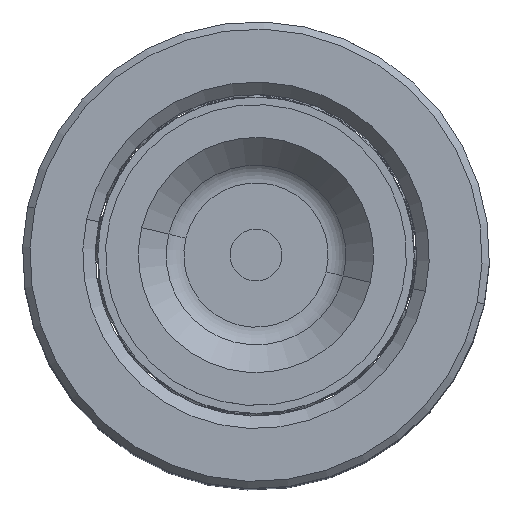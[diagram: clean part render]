
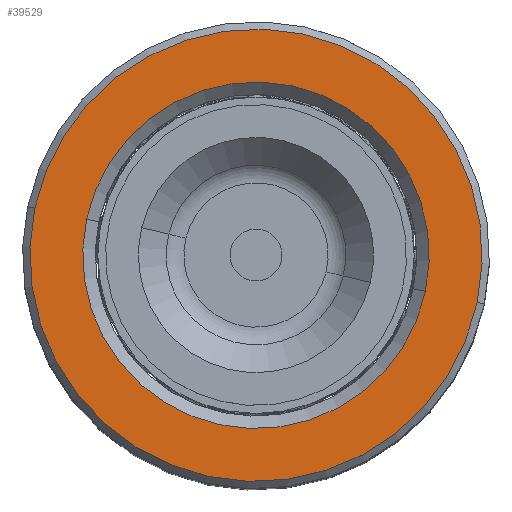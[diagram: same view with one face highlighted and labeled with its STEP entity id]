
A CAD part, top view. The second image highlights one B-rep face of the part: STEP entity #39529.
In plain terms, the highlighted planar face has unit normal (0, 0, 1).
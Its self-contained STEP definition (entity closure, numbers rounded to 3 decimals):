
#15 = CARTESIAN_POINT ( 'NONE',  ( -21.8, 0., 80. ) ) ;
#46 = CARTESIAN_POINT ( 'NONE',  ( -16.7, 0., 80. ) ) ;
#141 = DIRECTION ( 'NONE',  ( 0., 0., -1. ) ) ;
#1042 = AXIS2_PLACEMENT_3D ( 'NONE', #22204, #25606, #29031 ) ;
#1337 = ORIENTED_EDGE ( 'NONE', *, *, #3976, .T. ) ;
#1790 = DIRECTION ( 'NONE',  ( 1., 0., 0. ) ) ;
#1879 = VERTEX_POINT ( 'NONE', #46 ) ;
#2890 = CARTESIAN_POINT ( 'NONE',  ( 0., 0., 80. ) ) ;
#3591 = VERTEX_POINT ( 'NONE', #10802 ) ;
#3976 = EDGE_CURVE ( 'NONE', #27273, #1879, #36103, .T. ) ;
#5266 = AXIS2_PLACEMENT_3D ( 'NONE', #10428, #141, #30572 ) ;
#6256 = FACE_BOUND ( 'NONE', #14582, .T. ) ;
#10054 = VERTEX_POINT ( 'NONE', #15 ) ;
#10381 = AXIS2_PLACEMENT_3D ( 'NONE', #2890, #23703, #39630 ) ;
#10428 = CARTESIAN_POINT ( 'NONE',  ( 0., 0., 80. ) ) ;
#10802 = CARTESIAN_POINT ( 'NONE',  ( 21.8, 0., 80. ) ) ;
#12736 = ORIENTED_EDGE ( 'NONE', *, *, #25642, .T. ) ;
#14582 = EDGE_LOOP ( 'NONE', ( #1337, #19537 ) ) ;
#14584 = CIRCLE ( 'NONE', #10381, 16.7 ) ;
#15683 = PLANE ( 'NONE',  #1042 ) ;
#17767 = EDGE_LOOP ( 'NONE', ( #33565, #12736 ) ) ;
#19537 = ORIENTED_EDGE ( 'NONE', *, *, #43193, .T. ) ;
#21989 = DIRECTION ( 'NONE',  ( 0., 0., 1. ) ) ;
#22204 = CARTESIAN_POINT ( 'NONE',  ( 0., 0., 80. ) ) ;
#22572 = CARTESIAN_POINT ( 'NONE',  ( 16.7, 0., 80. ) ) ;
#23703 = DIRECTION ( 'NONE',  ( 0., 0., -1. ) ) ;
#24909 = CIRCLE ( 'NONE', #36722, 21.8 ) ;
#25606 = DIRECTION ( 'NONE',  ( 0., 0., 1. ) ) ;
#25642 = EDGE_CURVE ( 'NONE', #3591, #10054, #24909, .T. ) ;
#27273 = VERTEX_POINT ( 'NONE', #22572 ) ;
#29031 = DIRECTION ( 'NONE',  ( 1., 0., 0. ) ) ;
#30572 = DIRECTION ( 'NONE',  ( 1., 0., 0. ) ) ;
#30692 = AXIS2_PLACEMENT_3D ( 'NONE', #39958, #43089, #39803 ) ;
#31650 = FACE_OUTER_BOUND ( 'NONE', #17767, .T. ) ;
#33565 = ORIENTED_EDGE ( 'NONE', *, *, #34056, .T. ) ;
#34056 = EDGE_CURVE ( 'NONE', #10054, #3591, #38443, .T. ) ;
#36103 = CIRCLE ( 'NONE', #5266, 16.7 ) ;
#36722 = AXIS2_PLACEMENT_3D ( 'NONE', #38808, #21989, #1790 ) ;
#38443 = CIRCLE ( 'NONE', #30692, 21.8 ) ;
#38808 = CARTESIAN_POINT ( 'NONE',  ( 0., 0., 80. ) ) ;
#39529 = ADVANCED_FACE ( 'NONE', ( #31650, #6256 ), #15683, .T. ) ;
#39630 = DIRECTION ( 'NONE',  ( 1., 0., 0. ) ) ;
#39803 = DIRECTION ( 'NONE',  ( 1., 0., 0. ) ) ;
#39958 = CARTESIAN_POINT ( 'NONE',  ( 0., 0., 80. ) ) ;
#43089 = DIRECTION ( 'NONE',  ( 0., 0., 1. ) ) ;
#43193 = EDGE_CURVE ( 'NONE', #1879, #27273, #14584, .T. ) ;
